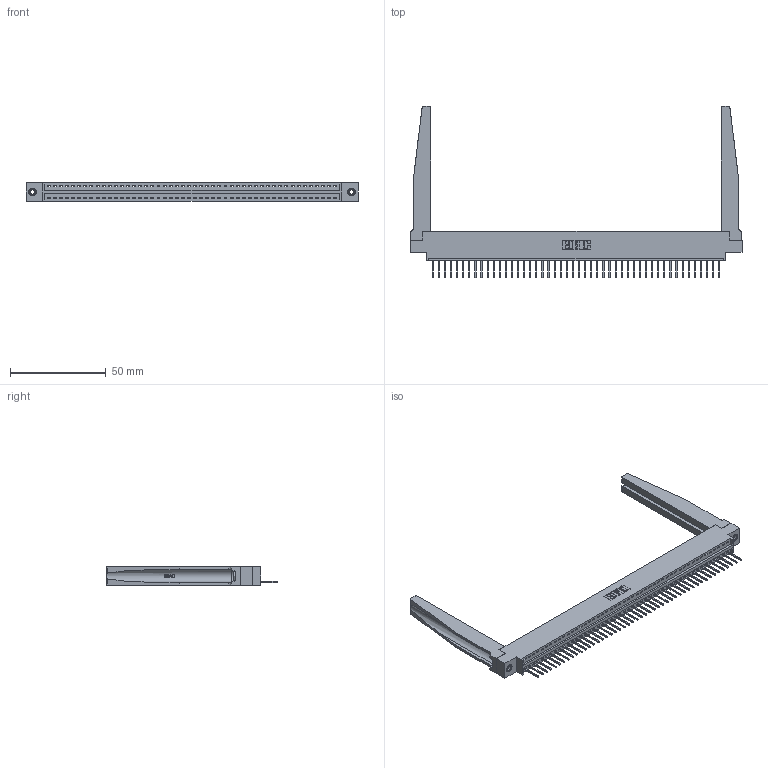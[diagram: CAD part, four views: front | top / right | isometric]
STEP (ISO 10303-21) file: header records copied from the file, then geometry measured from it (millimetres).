
FILE_DESCRIPTION (( 'STEP AP203' ), '1' );
FILE_NAME ('346-048-526-678.STEP', '2022-05-09T23:39:15', ( '' ), ( '' ), 'SwSTEP 2.0', 'SolidWorks 2020', '' );
FILE_SCHEMA (( 'CONFIG_CONTROL_DESIGN' ));
Length unit declared in the file: inch
Products named in the file (5): 345-250-001_345-250-001-102; 346-048-526-678; 346-220-078_345-220-078; 346 Part_0.170 Offset - 0.156 Dia-TH; 345-292-001_345-293-126
Assembly tree (53 placements, depth 2):
  346-048-526-678
    346 Part_0.170 Offset - 0.156 Dia-TH
    345-292-001_345-293-126  x48
    346-220-078_345-220-078  x2
    345-250-001_345-250-001-102  x2
Bounding box: 172.97 x 89.41 x 9.4 mm (x, y, z)
Volume: 23296.7 mm3; surface area: 27233.4 mm2
Topology: 53 solids, 53 shells, 3158 faces, 9433 edges, 6214 vertices
Faces by surface type: plane 2156, cylinder 950, bspline 36, cone 12, torus 4
Entity records: 34296 total; most frequent: CARTESIAN_POINT 6793, ORIENTED_EDGE 5662, DIRECTION 4969, EDGE_CURVE 2831, VECTOR 2413, LINE 2413, VERTEX_POINT 1880, AXIS2_PLACEMENT_3D 1278
